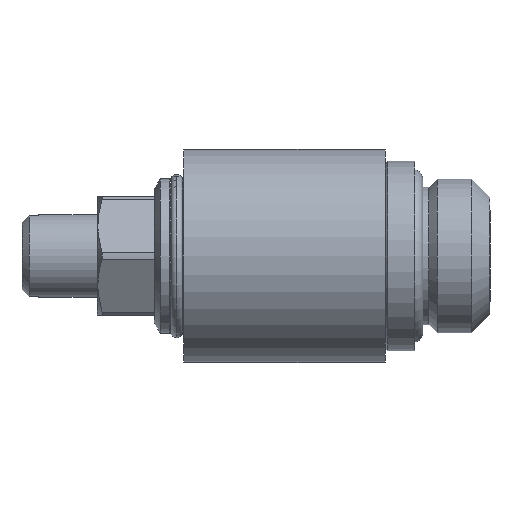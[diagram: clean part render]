
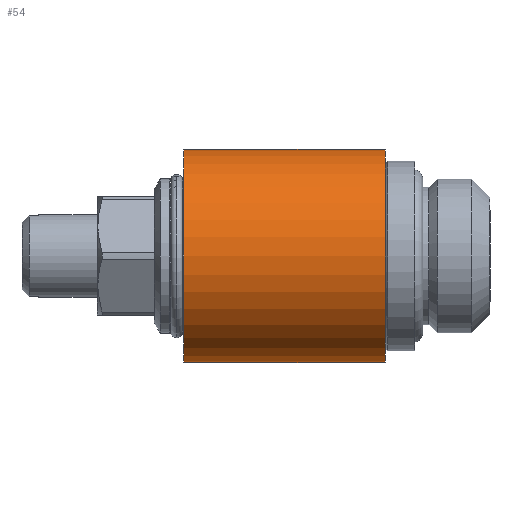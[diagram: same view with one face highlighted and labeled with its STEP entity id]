
A CAD part, left-side view. The second image highlights one B-rep face of the part: STEP entity #54.
In plain terms, the highlighted cylindrical face has radius 9 mm (diameter 18 mm), a partial arc.
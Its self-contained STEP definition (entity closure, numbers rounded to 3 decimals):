
#3 = EDGE_CURVE ( 'NONE', #671, #676, #1282, .T. ) ;
#54 = ADVANCED_FACE ( 'NONE', ( #1380 ), #1368, .T. ) ;
#76 = ORIENTED_EDGE ( 'NONE', *, *, #683, .F. ) ;
#81 = ORIENTED_EDGE ( 'NONE', *, *, #648, .T. ) ;
#95 = ORIENTED_EDGE ( 'NONE', *, *, #140, .F. ) ;
#129 = EDGE_LOOP ( 'NONE', ( #76, #95, #81, #132 ) ) ;
#132 = ORIENTED_EDGE ( 'NONE', *, *, #3, .F. ) ;
#140 = EDGE_CURVE ( 'NONE', #697, #688, #3848, .T. ) ;
#648 = EDGE_CURVE ( 'NONE', #697, #676, #2701, .T. ) ;
#671 = VERTEX_POINT ( 'NONE', #2790 ) ;
#676 = VERTEX_POINT ( 'NONE', #2783 ) ;
#683 = EDGE_CURVE ( 'NONE', #688, #671, #2778, .T. ) ;
#688 = VERTEX_POINT ( 'NONE', #2771 ) ;
#697 = VERTEX_POINT ( 'NONE', #2805 ) ;
#1260 = CARTESIAN_POINT ( 'NONE',  ( 0., 26.2, 0. ) ) ;
#1262 = DIRECTION ( 'NONE',  ( 0., 0., 1. ) ) ;
#1263 = DIRECTION ( 'NONE',  ( 0., 1., 0. ) ) ;
#1264 = AXIS2_PLACEMENT_3D ( 'NONE', #1260, #1263, #1262 ) ;
#1282 = CIRCLE ( 'NONE', #1264, 9. ) ;
#1366 = CARTESIAN_POINT ( 'NONE',  ( 0., 32.286, 0. ) ) ;
#1367 = AXIS2_PLACEMENT_3D ( 'NONE', #1366, #1389, #1388 ) ;
#1368 = CYLINDRICAL_SURFACE ( 'NONE', #1367, 9. ) ;
#1380 = FACE_OUTER_BOUND ( 'NONE', #129, .T. ) ;
#1388 = DIRECTION ( 'NONE',  ( 0., 0., 1. ) ) ;
#1389 = DIRECTION ( 'NONE',  ( 0., 1., 0. ) ) ;
#2701 = LINE ( 'NONE', #2708, #2733 ) ;
#2708 = CARTESIAN_POINT ( 'NONE',  ( 0., 32.286, 9. ) ) ;
#2733 = VECTOR ( 'NONE', #2736, 1000. ) ;
#2736 = DIRECTION ( 'NONE',  ( 0., 1., 0. ) ) ;
#2755 = VECTOR ( 'NONE', #2776, 1000. ) ;
#2771 = CARTESIAN_POINT ( 'NONE',  ( 0., 9.2, -9. ) ) ;
#2776 = DIRECTION ( 'NONE',  ( 0., 1., 0. ) ) ;
#2777 = CARTESIAN_POINT ( 'NONE',  ( 0., 32.286, -9. ) ) ;
#2778 = LINE ( 'NONE', #2777, #2755 ) ;
#2783 = CARTESIAN_POINT ( 'NONE',  ( 0., 26.2, 9. ) ) ;
#2790 = CARTESIAN_POINT ( 'NONE',  ( 0., 26.2, -9. ) ) ;
#2805 = CARTESIAN_POINT ( 'NONE',  ( 0., 9.2, 9. ) ) ;
#3839 = DIRECTION ( 'NONE',  ( 0., 0., -1. ) ) ;
#3847 = AXIS2_PLACEMENT_3D ( 'NONE', #3854, #3853, #3839 ) ;
#3848 = CIRCLE ( 'NONE', #3847, 9. ) ;
#3853 = DIRECTION ( 'NONE',  ( 0., -1., 0. ) ) ;
#3854 = CARTESIAN_POINT ( 'NONE',  ( 0., 9.2, 0. ) ) ;
